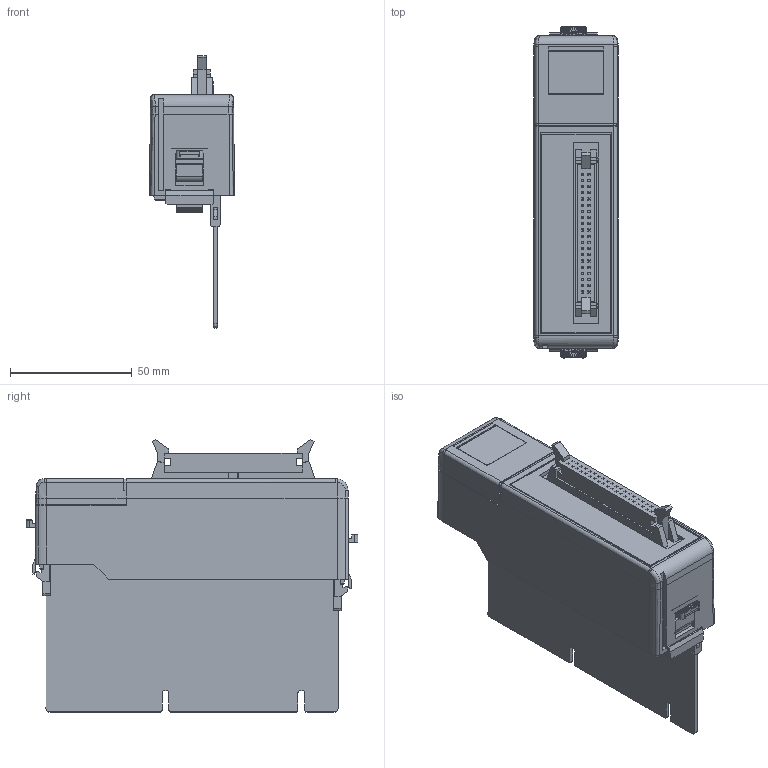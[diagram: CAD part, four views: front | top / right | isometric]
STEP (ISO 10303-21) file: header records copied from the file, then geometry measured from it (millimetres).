
FILE_DESCRIPTION (( 'STEP AP203' ), '1' );
FILE_NAME ('P3-32ND3.STEP', '2010-10-28T13:45:53', ( '.adc' ), ( '' ), 'SwSTEP 2.0', 'SolidWorks 2009', '' );
FILE_SCHEMA (( 'CONFIG_CONTROL_DESIGN' ));
Length unit declared in the file: millimetre
Products named in the file (1): P3-32ND3
Bounding box: 34.8 x 136.08 x 111.89 mm (x, y, z)
Volume: 190468.6 mm3; surface area: 44247.7 mm2
Topology: 1 solids, 4 shells, 1418 faces, 3844 edges, 2550 vertices
Faces by surface type: plane 1334, cylinder 54, bspline 18, cone 10, torus 2
Entity records: 44518 total; most frequent: CARTESIAN_POINT 8864, ORIENTED_EDGE 7688, DIRECTION 6652, EDGE_CURVE 3844, VECTOR 3626, LINE 3626, VERTEX_POINT 2550, EDGE_LOOP 1544
